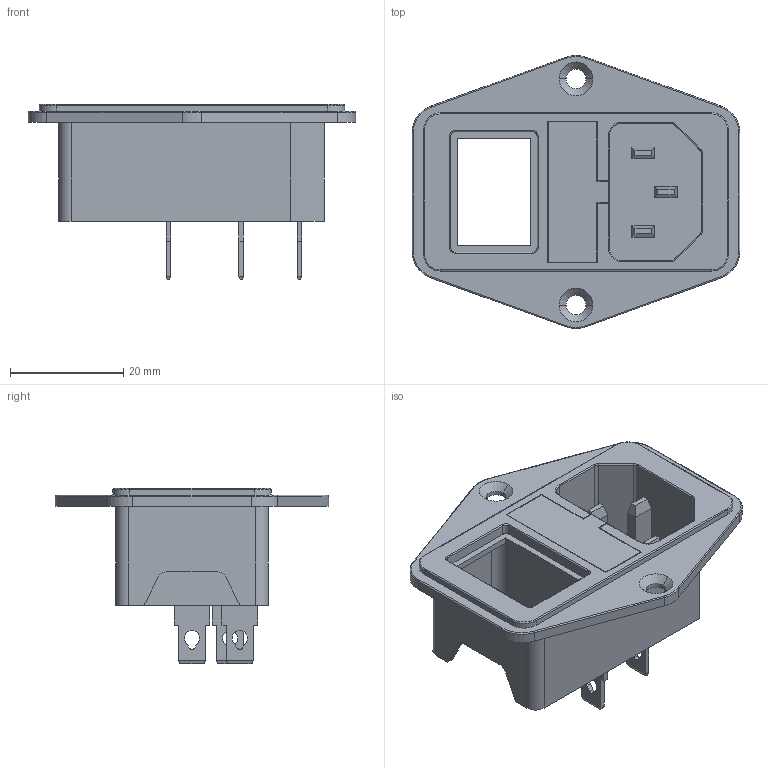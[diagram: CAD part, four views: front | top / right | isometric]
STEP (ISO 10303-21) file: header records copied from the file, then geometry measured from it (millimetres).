
FILE_DESCRIPTION (( 'STEP AP203' ), '1' );
FILE_NAME ('LZ-14-F5.STEP', '2023-02-16T10:28:28', ( '' ), ( '' ), 'SwSTEP 2.0', 'SolidWorks 2012', '' );
FILE_SCHEMA (( 'CONFIG_CONTROL_DESIGN' ));
Length unit declared in the file: millimetre
Products named in the file (1): LZ-14-F5
Bounding box: 58 x 48.36 x 31 mm (x, y, z)
Volume: 13570.6 mm3; surface area: 10622.9 mm2
Topology: 1 solids, 1 shells, 250 faces, 634 edges, 400 vertices
Faces by surface type: plane 164, cylinder 62, torus 20, cone 4
Entity records: 7525 total; most frequent: DIRECTION 1286, CARTESIAN_POINT 1285, ORIENTED_EDGE 1268, EDGE_CURVE 634, LINE 484, VECTOR 484, AXIS2_PLACEMENT_3D 401, VERTEX_POINT 400
